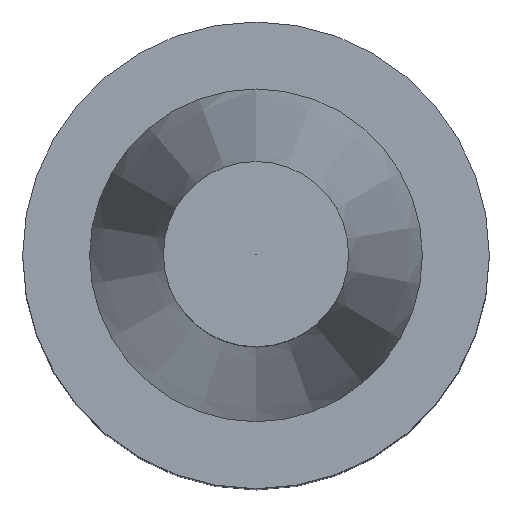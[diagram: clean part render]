
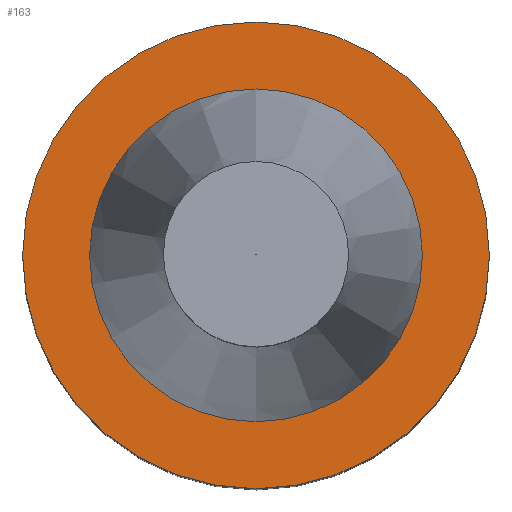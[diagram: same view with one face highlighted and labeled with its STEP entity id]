
A CAD part, top view. The second image highlights one B-rep face of the part: STEP entity #163.
In plain terms, the highlighted planar face has unit normal (0, 0, 1).
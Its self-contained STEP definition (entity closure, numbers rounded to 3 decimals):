
#163=ADVANCED_FACE('',(#212,#213),#198,.F.);
#198=PLANE('',#624);
#212=FACE_BOUND('',#230,.T.);
#213=FACE_BOUND('',#231,.T.);
#230=EDGE_LOOP('',(#274));
#231=EDGE_LOOP('',(#275,#276));
#274=ORIENTED_EDGE('',*,*,#482,.F.);
#275=ORIENTED_EDGE('',*,*,#483,.T.);
#276=ORIENTED_EDGE('',*,*,#484,.T.);
#430=VERTEX_POINT('',#875);
#431=VERTEX_POINT('',#877);
#432=VERTEX_POINT('',#878);
#482=EDGE_CURVE('',#430,#430,#560,.T.);
#483=EDGE_CURVE('',#431,#432,#561,.T.);
#484=EDGE_CURVE('',#432,#431,#562,.T.);
#560=CIRCLE('',#621,31.5);
#561=CIRCLE('',#622,22.458);
#562=CIRCLE('',#623,22.458);
#621=AXIS2_PLACEMENT_3D('',#874,#698,#699);
#622=AXIS2_PLACEMENT_3D('',#876,#700,#701);
#623=AXIS2_PLACEMENT_3D('',#879,#702,#703);
#624=AXIS2_PLACEMENT_3D('',#880,#704,#705);
#698=DIRECTION('',(0.,0.,-1.));
#699=DIRECTION('',(-1.,0.,0.));
#700=DIRECTION('',(0.,0.,-1.));
#701=DIRECTION('',(-1.,0.,0.));
#702=DIRECTION('',(0.,0.,-1.));
#703=DIRECTION('',(-1.,0.,0.));
#704=DIRECTION('',(0.,0.,-1.));
#705=DIRECTION('',(0.,1.,0.));
#874=CARTESIAN_POINT('',(0.,0.,-1.6));
#875=CARTESIAN_POINT('',(-31.5,0.,-1.6));
#876=CARTESIAN_POINT('',(0.,0.,-1.6));
#877=CARTESIAN_POINT('',(0.,22.458,-1.6));
#878=CARTESIAN_POINT('',(0.,-22.458,-1.6));
#879=CARTESIAN_POINT('',(0.,0.,-1.6));
#880=CARTESIAN_POINT('',(0.,0.,-1.6));
